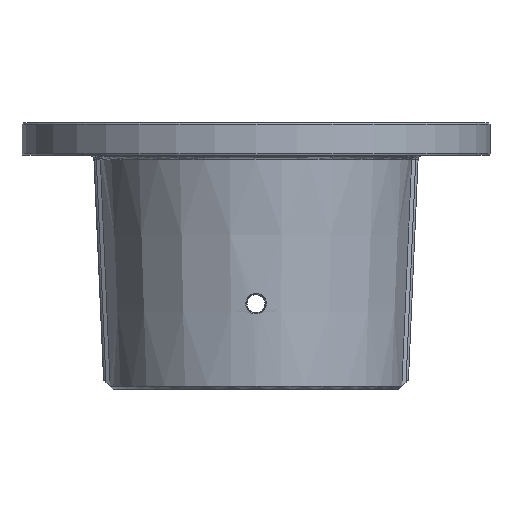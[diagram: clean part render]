
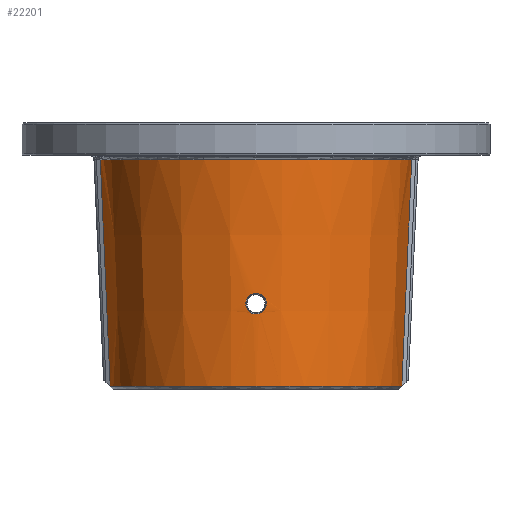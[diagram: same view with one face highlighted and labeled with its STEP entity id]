
A CAD part, left-side view. The second image highlights one B-rep face of the part: STEP entity #22201.
In plain terms, the highlighted conical face has half-angle 2.5 degrees and reference radius 73.692 mm.
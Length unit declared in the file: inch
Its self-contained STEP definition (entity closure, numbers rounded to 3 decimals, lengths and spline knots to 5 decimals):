
#206=CARTESIAN_POINT('',(-2.86868,0.19854,
-3.5006));
#207=CARTESIAN_POINT('',(-2.86951,0.19854,
-3.48173));
#208=CARTESIAN_POINT('',(-2.87146,0.19337,
-3.4454));
#209=CARTESIAN_POINT('',(-2.8753,0.16975,
-3.39268));
#210=CARTESIAN_POINT('',(-2.87926,0.13159,
-3.34902));
#211=CARTESIAN_POINT('',(-2.88242,0.08413,
-3.31859));
#212=CARTESIAN_POINT('',(-2.88425,0.02858,
-3.30221));
#213=CARTESIAN_POINT('',(-2.88425,-0.02894,
-3.30222));
#214=CARTESIAN_POINT('',(-2.88239,-0.08452,
-3.31888));
#215=CARTESIAN_POINT('',(-2.87934,-0.13058,
-3.34825));
#216=CARTESIAN_POINT('',(-2.87536,-0.16933,
-3.39196));
#217=CARTESIAN_POINT('',(-2.87151,-0.19316,
-3.44458));
#218=CARTESIAN_POINT('',(-2.86952,-0.19854,
-3.4814));
#219=CARTESIAN_POINT('',(-2.86868,-0.19854,
-3.5006));
#221=CARTESIAN_POINT('',(-2.86868,-0.19854,
-3.5006));
#222=CARTESIAN_POINT('',(-2.86784,-0.19854,
-3.51972));
#223=CARTESIAN_POINT('',(-2.86661,-0.19321,
-3.55642));
#224=CARTESIAN_POINT('',(-2.86586,-0.16917,
-3.60954));
#225=CARTESIAN_POINT('',(-2.86603,-0.13041,
-3.65271));
#226=CARTESIAN_POINT('',(-2.86648,-0.08786,
-3.68035));
#227=CARTESIAN_POINT('',(-2.86691,-0.03375,
-3.69821));
#228=CARTESIAN_POINT('',(-2.86695,0.02537,
-3.69951));
#229=CARTESIAN_POINT('',(-2.86654,0.08207,
-3.68345));
#230=CARTESIAN_POINT('',(-2.86603,0.1294,
-3.65396));
#231=CARTESIAN_POINT('',(-2.86585,0.1687,
-3.6102));
#232=CARTESIAN_POINT('',(-2.86659,0.193,
-3.55726));
#233=CARTESIAN_POINT('',(-2.86783,0.19853,
-3.52004));
#234=CARTESIAN_POINT('',(-2.86868,0.19854,
-3.5006));
#236=CARTESIAN_POINT('',(0.,0.,-5.09142));
#237=DIRECTION('',(0.,0.,1.));
#238=DIRECTION('',(-0.044,0.999,0.));
#239=AXIS2_PLACEMENT_3D('',#236,#237,#238);
#241=CARTESIAN_POINT('',(-0.12269,2.9938,
-0.73438));
#242=CARTESIAN_POINT('',(-0.1227,2.97249,
-1.22215));
#243=CARTESIAN_POINT('',(-0.12273,2.92996,
-2.19524));
#244=CARTESIAN_POINT('',(-0.12276,2.86649,
-3.64766));
#245=CARTESIAN_POINT('',(-0.12278,2.82439,
-4.61098));
#246=CARTESIAN_POINT('',(-0.12279,2.8034,
-5.09142));
#248=CARTESIAN_POINT('',(-0.12272,2.99388,
-0.73259));
#249=CARTESIAN_POINT('',(-0.12272,2.99387,
-0.73279));
#250=CARTESIAN_POINT('',(-0.12271,2.99385,
-0.73319));
#251=CARTESIAN_POINT('',(-0.1227,2.99383,
-0.73378));
#252=CARTESIAN_POINT('',(-0.12269,2.99381,
-0.73418));
#253=CARTESIAN_POINT('',(-0.12269,2.9938,
-0.73438));
#255=CARTESIAN_POINT('',(0.,0.,-0.73259));
#256=DIRECTION('',(0.,0.,-1.));
#257=DIRECTION('',(-0.041,-0.999,0.));
#258=AXIS2_PLACEMENT_3D('',#255,#256,#257);
#260=CARTESIAN_POINT('',(-0.12269,-2.9938,
-0.73438));
#261=CARTESIAN_POINT('',(-0.12269,-2.99381,
-0.73418));
#262=CARTESIAN_POINT('',(-0.1227,-2.99383,
-0.73378));
#263=CARTESIAN_POINT('',(-0.12271,-2.99385,
-0.73319));
#264=CARTESIAN_POINT('',(-0.12272,-2.99387,
-0.73279));
#265=CARTESIAN_POINT('',(-0.12272,-2.99388,
-0.73259));
#267=CARTESIAN_POINT('',(-0.12279,-2.8034,
-5.09142));
#268=CARTESIAN_POINT('',(-0.12278,-2.82439,
-4.61098));
#269=CARTESIAN_POINT('',(-0.12276,-2.86649,
-3.64766));
#270=CARTESIAN_POINT('',(-0.12273,-2.92996,
-2.19524));
#271=CARTESIAN_POINT('',(-0.1227,-2.97249,
-1.22214));
#272=CARTESIAN_POINT('',(-0.12269,-2.9938,
-0.73438));
#6395=CARTESIAN_POINT('',(-0.12279,-2.8034,
-5.09142));
#6405=CARTESIAN_POINT('',(-0.12269,-2.9938,
-0.73438));
#6413=CARTESIAN_POINT('',(-0.12272,-2.99388,
-0.73259));
#6426=CARTESIAN_POINT('',(-0.12272,2.99388,
-0.73259));
#6432=CARTESIAN_POINT('',(-0.12279,2.8034,
-5.09142));
#20110=VERTEX_POINT('',#6413);
#21422=VERTEX_POINT('',#6426);
#21430=VERTEX_POINT('',#206);
#21431=VERTEX_POINT('',#219);
#21482=VERTEX_POINT('',#253);
#21486=VERTEX_POINT('',#6405);
#21553=VERTEX_POINT('',#6432);
#21558=VERTEX_POINT('',#6395);
#22176=CARTESIAN_POINT('',(0.,0.,-2.912));
#22177=DIRECTION('',(0.,0.,1.));
#22178=DIRECTION('',(1.,0.,0.));
#22179=AXIS2_PLACEMENT_3D('',#22176,#22177,#22178);
#22180=CONICAL_SURFACE('',#22179,2.90124,2.5);
#22182=ORIENTED_EDGE('',*,*,#22181,.F.);
#22184=ORIENTED_EDGE('',*,*,#22183,.F.);
#22186=ORIENTED_EDGE('',*,*,#22185,.F.);
#22188=ORIENTED_EDGE('',*,*,#22187,.F.);
#22190=ORIENTED_EDGE('',*,*,#22189,.F.);
#22192=ORIENTED_EDGE('',*,*,#22191,.F.);
#22193=EDGE_LOOP('',(#22182,#22184,#22186,#22188,#22190,#22192));
#22194=FACE_OUTER_BOUND('',#22193,.F.);
#22196=ORIENTED_EDGE('',*,*,#22195,.F.);
#22198=ORIENTED_EDGE('',*,*,#22197,.F.);
#22199=EDGE_LOOP('',(#22196,#22198));
#22200=FACE_BOUND('',#22199,.F.);
#22201=ADVANCED_FACE('',(#22194,#22200),#22180,.T.);
#220=B_SPLINE_CURVE_WITH_KNOTS('',3,(#206,#207,#208,#209,#210,#211,#212,#213,
#214,#215,#216,#217,#218,#219),.UNSPECIFIED.,.F.,.F.,(4,1,1,1,1,1,1,1,1,1,1,4),(
0.,0.09091,0.18182,0.27273,0.36364,
0.45455,0.54545,0.63636,0.72727,
0.81818,0.90909,1.),.UNSPECIFIED.);
#235=B_SPLINE_CURVE_WITH_KNOTS('',3,(#221,#222,#223,#224,#225,#226,#227,#228,
#229,#230,#231,#232,#233,#234),.UNSPECIFIED.,.F.,.F.,(4,1,1,1,1,1,1,1,1,1,1,4),(
0.,0.09091,0.18182,0.27273,0.36364,
0.45455,0.54545,0.63636,0.72727,
0.81818,0.90909,1.),.UNSPECIFIED.);
#240=CIRCLE('',#239,2.80608);
#247=B_SPLINE_CURVE_WITH_KNOTS('',3,(#241,#242,#243,#244,#245,#246),
.UNSPECIFIED.,.F.,.F.,(4,1,1,4),(0.,0.33333,0.66667,1.),
.UNSPECIFIED.);
#254=B_SPLINE_CURVE_WITH_KNOTS('',3,(#248,#249,#250,#251,#252,#253),
.UNSPECIFIED.,.F.,.F.,(4,1,1,4),(0.,0.33333,0.66667,1.),
.UNSPECIFIED.);
#259=CIRCLE('',#258,2.99639);
#266=B_SPLINE_CURVE_WITH_KNOTS('',3,(#260,#261,#262,#263,#264,#265),
.UNSPECIFIED.,.F.,.F.,(4,1,1,4),(0.,0.33333,0.66667,1.),
.UNSPECIFIED.);
#273=B_SPLINE_CURVE_WITH_KNOTS('',3,(#267,#268,#269,#270,#271,#272),
.UNSPECIFIED.,.F.,.F.,(4,1,1,4),(0.,0.33333,0.66667,1.),
.UNSPECIFIED.);
#22181=EDGE_CURVE('',#21553,#21558,#240,.T.);
#22183=EDGE_CURVE('',#21482,#21553,#247,.T.);
#22185=EDGE_CURVE('',#21422,#21482,#254,.T.);
#22187=EDGE_CURVE('',#20110,#21422,#259,.T.);
#22189=EDGE_CURVE('',#21486,#20110,#266,.T.);
#22191=EDGE_CURVE('',#21558,#21486,#273,.T.);
#22195=EDGE_CURVE('',#21430,#21431,#220,.T.);
#22197=EDGE_CURVE('',#21431,#21430,#235,.T.);
